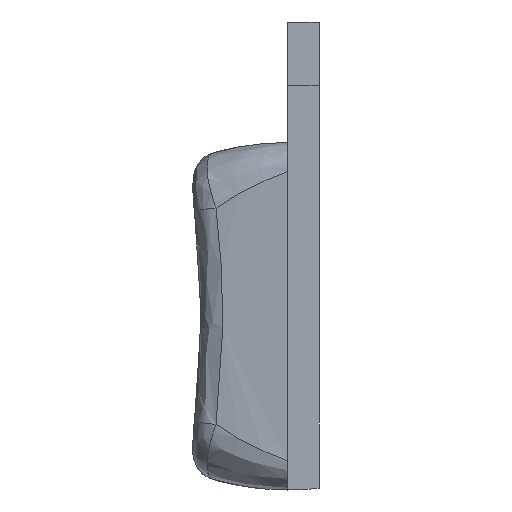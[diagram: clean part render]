
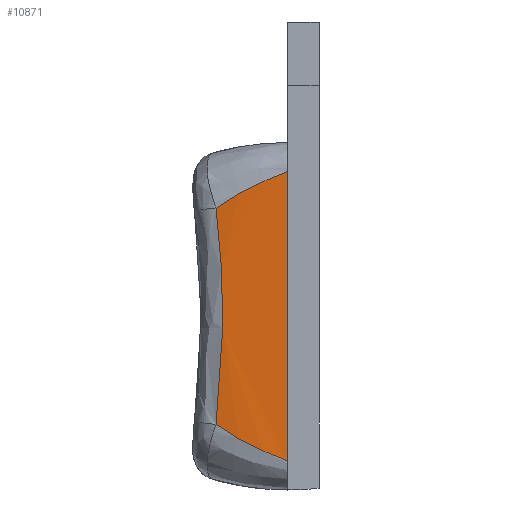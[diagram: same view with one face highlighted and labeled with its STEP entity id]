
A CAD part, left-side view. The second image highlights one B-rep face of the part: STEP entity #10871.
In plain terms, the highlighted free-form (B-spline) face has degree [1, 2] with [2, 3] control points.
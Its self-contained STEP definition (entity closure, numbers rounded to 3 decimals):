
#70=(
BOUNDED_SURFACE()
B_SPLINE_SURFACE(1,2,((#21909,#21910,#21911),(#21912,#21913,#21914)),
 .UNSPECIFIED.,.F.,.F.,.F.)
B_SPLINE_SURFACE_WITH_KNOTS((2,2),(3,3),(-0.33,0.33),
(-1.735,-1.571),.UNSPECIFIED.)
GEOMETRIC_REPRESENTATION_ITEM()
RATIONAL_B_SPLINE_SURFACE(((1.,0.997,1.),(1.,0.997,
1.)))
REPRESENTATION_ITEM('')
SURFACE()
);
#461=B_SPLINE_CURVE_WITH_KNOTS('',3,(#20119,#20120,#20121,#20122),
 .UNSPECIFIED.,.F.,.F.,(4,4),(-1.116,0.),.UNSPECIFIED.);
#537=B_SPLINE_CURVE_WITH_KNOTS('',3,(#21901,#21902,#21903,#21904),
 .UNSPECIFIED.,.F.,.F.,(4,4),(0.162,0.418),
 .UNSPECIFIED.);
#538=B_SPLINE_CURVE_WITH_KNOTS('',3,(#21905,#21906,#21907,#21908),
 .UNSPECIFIED.,.F.,.F.,(4,4),(0.033,0.162),
 .UNSPECIFIED.);
#539=B_SPLINE_CURVE_WITH_KNOTS('',3,(#21916,#21917,#21918,#21919),
 .UNSPECIFIED.,.F.,.F.,(4,4),(0.,0.256),.UNSPECIFIED.);
#540=B_SPLINE_CURVE_WITH_KNOTS('',3,(#21920,#21921,#21922,#21923),
 .UNSPECIFIED.,.F.,.F.,(4,4),(0.256,0.385),
 .UNSPECIFIED.);
#1053=FACE_OUTER_BOUND('',#1671,.T.);
#1671=EDGE_LOOP('',(#8995,#8996,#8997,#8998,#8999,#9000));
#2642=LINE('',#19861,#3710);
#3710=VECTOR('',#13008,9.19);
#4864=VERTEX_POINT('',#19852);
#4865=VERTEX_POINT('',#19860);
#4877=VERTEX_POINT('',#20070);
#4882=VERTEX_POINT('',#20117);
#4958=VERTEX_POINT('',#21900);
#4959=VERTEX_POINT('',#21915);
#6235=EDGE_CURVE('',#4864,#4865,#2642,.T.);
#6254=EDGE_CURVE('',#4882,#4877,#461,.T.);
#6384=EDGE_CURVE('',#4958,#4864,#537,.T.);
#6385=EDGE_CURVE('',#4877,#4958,#538,.T.);
#6386=EDGE_CURVE('',#4865,#4959,#539,.T.);
#6387=EDGE_CURVE('',#4959,#4882,#540,.T.);
#8995=ORIENTED_EDGE('',*,*,#6386,.F.);
#8996=ORIENTED_EDGE('',*,*,#6235,.F.);
#8997=ORIENTED_EDGE('',*,*,#6384,.F.);
#8998=ORIENTED_EDGE('',*,*,#6385,.F.);
#8999=ORIENTED_EDGE('',*,*,#6254,.F.);
#9000=ORIENTED_EDGE('',*,*,#6387,.F.);
#10871=ADVANCED_FACE('',(#1053),#70,.F.);
#13008=DIRECTION('',(0.,0.,-1.));
#19852=CARTESIAN_POINT('',(-102.625,3.5,-179.765));
#19860=CARTESIAN_POINT('',(-102.625,3.5,-193.458));
#19861=CARTESIAN_POINT('',(-102.625,3.5,-186.611));
#20070=CARTESIAN_POINT('',(-102.355,6.882,-181.492));
#20117=CARTESIAN_POINT('',(-102.355,6.882,-191.731));
#20119=CARTESIAN_POINT('Ctrl Pts',(-102.355,6.882,-191.731));
#20120=CARTESIAN_POINT('Ctrl Pts',(-102.423,6.456,-188.332));
#20121=CARTESIAN_POINT('Ctrl Pts',(-102.423,6.456,-184.891));
#20122=CARTESIAN_POINT('Ctrl Pts',(-102.355,6.882,-181.492));
#21900=CARTESIAN_POINT('',(-102.501,5.8,-180.817));
#21901=CARTESIAN_POINT('Ctrl Pts',(-102.5,5.8,-180.817));
#21902=CARTESIAN_POINT('Ctrl Pts',(-102.58,5.065,-180.401));
#21903=CARTESIAN_POINT('Ctrl Pts',(-102.626,4.292,-180.046));
#21904=CARTESIAN_POINT('Ctrl Pts',(-102.625,3.5,-179.765));
#21905=CARTESIAN_POINT('Ctrl Pts',(-102.355,6.882,-181.492));
#21906=CARTESIAN_POINT('Ctrl Pts',(-102.411,6.533,-181.252));
#21907=CARTESIAN_POINT('Ctrl Pts',(-102.46,6.171,-181.027));
#21908=CARTESIAN_POINT('Ctrl Pts',(-102.5,5.8,-180.817));
#21909=CARTESIAN_POINT('Ctrl Pts',(-102.355,6.882,-193.458));
#21910=CARTESIAN_POINT('Ctrl Pts',(-102.625,5.202,-193.458));
#21911=CARTESIAN_POINT('Ctrl Pts',(-102.625,3.5,-193.458));
#21912=CARTESIAN_POINT('Ctrl Pts',(-102.355,6.882,-179.765));
#21913=CARTESIAN_POINT('Ctrl Pts',(-102.625,5.202,-179.765));
#21914=CARTESIAN_POINT('Ctrl Pts',(-102.625,3.5,-179.765));
#21915=CARTESIAN_POINT('',(-102.501,5.8,-192.406));
#21916=CARTESIAN_POINT('Ctrl Pts',(-102.625,3.5,-193.458));
#21917=CARTESIAN_POINT('Ctrl Pts',(-102.626,4.291,-193.177));
#21918=CARTESIAN_POINT('Ctrl Pts',(-102.58,5.065,-192.822));
#21919=CARTESIAN_POINT('Ctrl Pts',(-102.5,5.8,-192.406));
#21920=CARTESIAN_POINT('Ctrl Pts',(-102.5,5.8,-192.406));
#21921=CARTESIAN_POINT('Ctrl Pts',(-102.46,6.171,-192.196));
#21922=CARTESIAN_POINT('Ctrl Pts',(-102.411,6.533,-191.971));
#21923=CARTESIAN_POINT('Ctrl Pts',(-102.355,6.882,-191.731));
